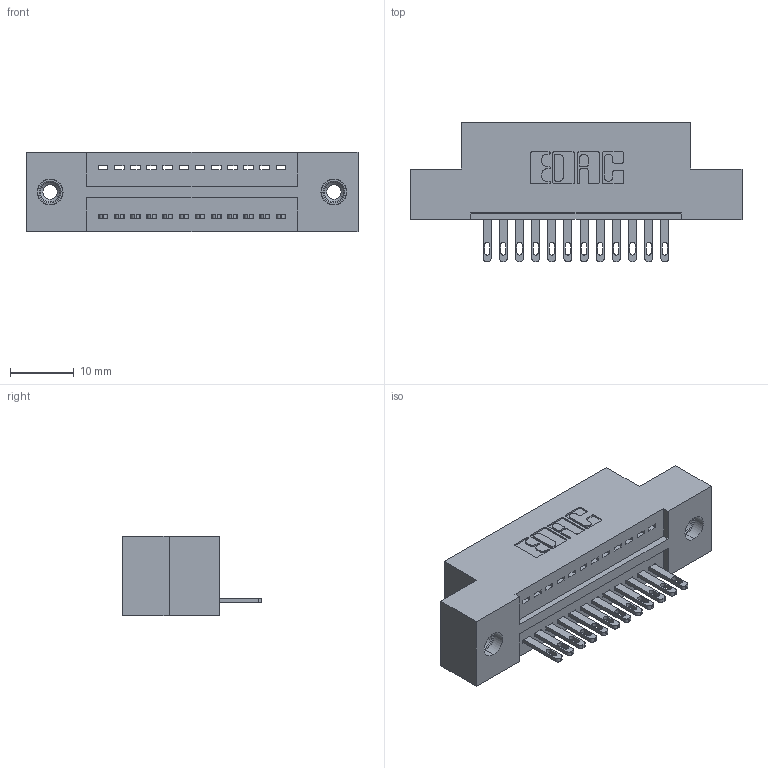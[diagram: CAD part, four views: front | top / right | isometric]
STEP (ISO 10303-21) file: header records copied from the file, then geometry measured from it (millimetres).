
FILE_DESCRIPTION (( 'STEP AP203' ), '1' );
FILE_NAME ('325-012-500-108.STEP', '2020-02-24T15:24:12', ( '' ), ( '' ), 'SwSTEP 2.0', 'SolidWorks 2016', '' );
FILE_SCHEMA (( 'CONFIG_CONTROL_DESIGN' ));
Length unit declared in the file: inch
Products named in the file (4): 325-012-500-108; 325 Part_TI; 325-292-001_325-293-100; 345-250-001_345-250-003-102
Assembly tree (15 placements, depth 2):
  325-012-500-108
    325 Part_TI
    325-292-001_325-293-100  x12
    345-250-001_345-250-003-102  x2
Bounding box: 52.2 x 21.84 x 12.45 mm (x, y, z)
Volume: 6391.4 mm3; surface area: 6517.2 mm2
Topology: 15 solids, 15 shells, 822 faces, 2463 edges, 1634 vertices
Faces by surface type: plane 534, cylinder 272, cone 12, torus 4
Entity records: 12332 total; most frequent: CARTESIAN_POINT 2113, ORIENTED_EDGE 2054, DIRECTION 1877, EDGE_CURVE 1027, LINE 875, VECTOR 875, VERTEX_POINT 680, AXIS2_PLACEMENT_3D 501
